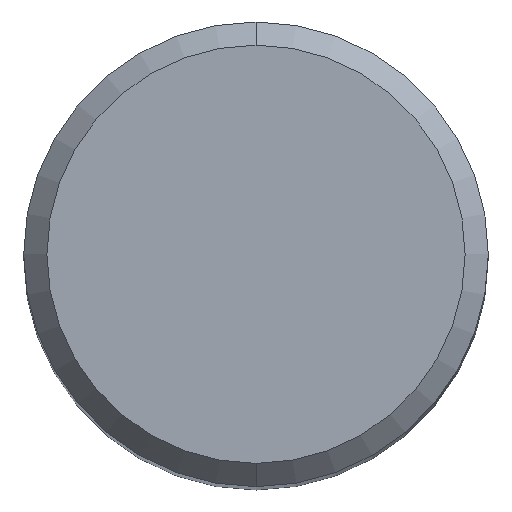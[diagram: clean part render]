
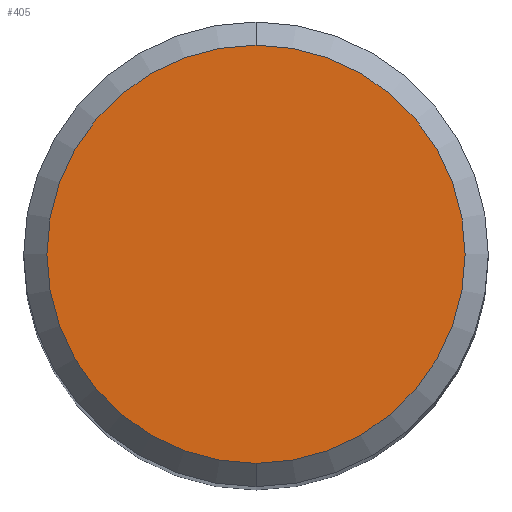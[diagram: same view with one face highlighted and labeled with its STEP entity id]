
A CAD part, top view. The second image highlights one B-rep face of the part: STEP entity #405.
In plain terms, the highlighted planar face has unit normal (0, 0, 1).
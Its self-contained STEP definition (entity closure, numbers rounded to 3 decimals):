
#195=EDGE_CURVE('',#437,#283,#505,.T.);
#283=VERTEX_POINT('',#599);
#405=ADVANCED_FACE('',(#732),#733,.T.);
#433=EDGE_CURVE('',#283,#437,#764,.T.);
#437=VERTEX_POINT('',#768);
#505=CIRCLE('',#867,5.4);
#599=CARTESIAN_POINT('',(0.0,5.4,0.0));
#732=FACE_OUTER_BOUND('',#1352,.T.);
#733=PLANE('',#1353);
#764=CIRCLE('',#1466,5.4);
#768=CARTESIAN_POINT('',(0.,-5.4,0.0));
#867=AXIS2_PLACEMENT_3D('',#1535,#1536,#1537);
#1352=EDGE_LOOP('',(#1760,#1761));
#1353=AXIS2_PLACEMENT_3D('',#1762,#1763,#1764);
#1466=AXIS2_PLACEMENT_3D('',#1793,#1794,#1795);
#1535=CARTESIAN_POINT('',(0.0,0.0,0.0));
#1536=DIRECTION('',(0.0,0.0,-1.0));
#1537=DIRECTION('',(0.0,1.0,0.0));
#1760=ORIENTED_EDGE('',*,*,#433,.F.);
#1761=ORIENTED_EDGE('',*,*,#195,.F.);
#1762=CARTESIAN_POINT('',(0.0,2.7,0.0));
#1763=DIRECTION('',(-0.0,0.0,1.0));
#1764=DIRECTION('',(0.0,-1.0,0.0));
#1793=CARTESIAN_POINT('',(0.0,0.0,0.0));
#1794=DIRECTION('',(0.0,0.0,-1.0));
#1795=DIRECTION('',(0.0,1.0,0.0));
